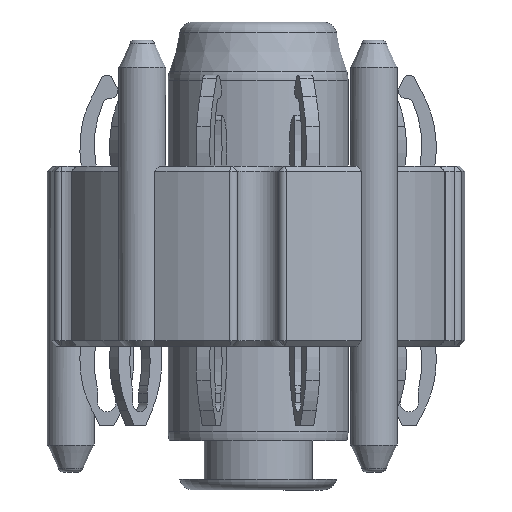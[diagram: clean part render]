
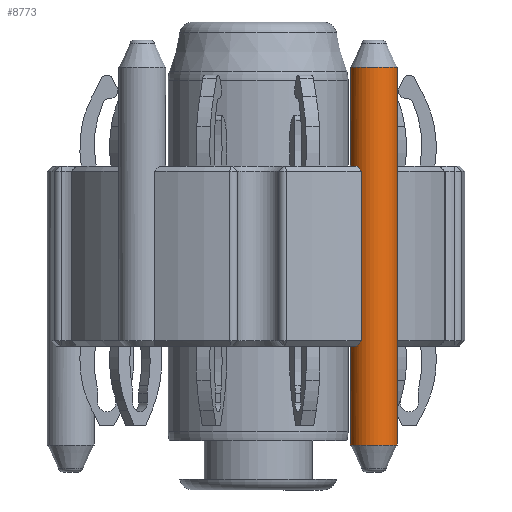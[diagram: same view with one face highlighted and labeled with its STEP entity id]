
A CAD part, left-side view. The second image highlights one B-rep face of the part: STEP entity #8773.
In plain terms, the highlighted cylindrical face has radius 0.65 mm (diameter 1.3 mm), a full revolution.
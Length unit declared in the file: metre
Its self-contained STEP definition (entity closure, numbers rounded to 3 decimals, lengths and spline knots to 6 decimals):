
#54=FACE_BOUND('',#1314,.T.);
#156=B_SPLINE_CURVE_WITH_KNOTS('',3,(#14900,#14901,#14902,#14903,#14904,
#14905),.UNSPECIFIED.,.F.,.F.,(4,2,4),(-0.043385,-0.035158,
-0.022791),.UNSPECIFIED.);
#160=B_SPLINE_CURVE_WITH_KNOTS('',3,(#15114,#15115,#15116,#15117,#15118,
#15119),.UNSPECIFIED.,.F.,.F.,(4,2,4),(-0.264104,-0.255877,
-0.243509),.UNSPECIFIED.);
#163=B_SPLINE_CURVE_WITH_KNOTS('',3,(#15171,#15172,#15173,#15174,#15175,
#15176),.UNSPECIFIED.,.F.,.F.,(4,2,4),(-0.454123,-0.441756,
-0.433528),.UNSPECIFIED.);
#164=B_SPLINE_CURVE_WITH_KNOTS('',3,(#15298,#15299,#15300,#15301,#15302,
#15303),.UNSPECIFIED.,.F.,.F.,(4,2,4),(-0.233404,-0.221037,
-0.21281),.UNSPECIFIED.);
#804=FACE_OUTER_BOUND('',#1313,.T.);
#1313=EDGE_LOOP('',(#7836,#7837,#7838,#7839));
#1314=EDGE_LOOP('',(#7840,#7841,#7842,#7843,#7844,#7845,#7846,#7847));
#1767=CIRCLE('',#9558,0.00065);
#1827=CIRCLE('',#9680,0.00065);
#1902=CIRCLE('',#9805,0.00065);
#1903=CIRCLE('',#9806,0.00065);
#2615=LINE('',#15273,#3336);
#2625=LINE('',#15292,#3346);
#2626=LINE('',#15296,#3347);
#3336=VECTOR('',#12503,1.);
#3346=VECTOR('',#12531,1.);
#3347=VECTOR('',#12536,0.00065);
#4007=VERTEX_POINT('',#14622);
#4095=VERTEX_POINT('',#14897);
#4096=VERTEX_POINT('',#14899);
#4124=VERTEX_POINT('',#15021);
#4155=VERTEX_POINT('',#15112);
#4156=VERTEX_POINT('',#15113);
#4171=VERTEX_POINT('',#15169);
#4172=VERTEX_POINT('',#15170);
#4194=VERTEX_POINT('',#15272);
#4195=VERTEX_POINT('',#15295);
#5168=EDGE_CURVE('',#4007,#4007,#1767,.T.);
#5294=EDGE_CURVE('',#4096,#4095,#156,.T.);
#5336=EDGE_CURVE('',#4124,#4095,#1827,.T.);
#5376=EDGE_CURVE('',#4155,#4156,#160,.T.);
#5396=EDGE_CURVE('',#4171,#4172,#163,.T.);
#5447=EDGE_CURVE('',#4155,#4194,#2615,.F.);
#5458=EDGE_CURVE('',#4096,#4172,#2625,.T.);
#5459=EDGE_CURVE('',#4007,#4195,#2626,.T.);
#5460=EDGE_CURVE('',#4195,#4195,#1902,.T.);
#5461=EDGE_CURVE('',#4124,#4194,#164,.T.);
#5462=EDGE_CURVE('',#4171,#4156,#1903,.F.);
#7836=ORIENTED_EDGE('',*,*,#5168,.F.);
#7837=ORIENTED_EDGE('',*,*,#5459,.T.);
#7838=ORIENTED_EDGE('',*,*,#5460,.F.);
#7839=ORIENTED_EDGE('',*,*,#5459,.F.);
#7840=ORIENTED_EDGE('',*,*,#5461,.T.);
#7841=ORIENTED_EDGE('',*,*,#5447,.F.);
#7842=ORIENTED_EDGE('',*,*,#5376,.T.);
#7843=ORIENTED_EDGE('',*,*,#5462,.F.);
#7844=ORIENTED_EDGE('',*,*,#5396,.T.);
#7845=ORIENTED_EDGE('',*,*,#5458,.F.);
#7846=ORIENTED_EDGE('',*,*,#5294,.T.);
#7847=ORIENTED_EDGE('',*,*,#5336,.F.);
#8317=CYLINDRICAL_SURFACE('',#9804,0.00065);
#8773=ADVANCED_FACE('',(#804,#54),#8317,.T.);
#9558=AXIS2_PLACEMENT_3D('',#14623,#11897,#11898);
#9680=AXIS2_PLACEMENT_3D('',#15022,#12244,#12245);
#9804=AXIS2_PLACEMENT_3D('',#15294,#12534,#12535);
#9805=AXIS2_PLACEMENT_3D('',#15297,#12537,#12538);
#9806=AXIS2_PLACEMENT_3D('',#15304,#12539,#12540);
#11897=DIRECTION('center_axis',(0.,0.,
-1.));
#11898=DIRECTION('ref_axis',(1.,0.,0.));
#12244=DIRECTION('center_axis',(0.,0.,
-1.));
#12245=DIRECTION('ref_axis',(0.,1.,0.));
#12503=DIRECTION('',(0.,0.,-1.));
#12531=DIRECTION('',(0.,0.,-1.));
#12534=DIRECTION('center_axis',(0.,0.,
-1.));
#12535=DIRECTION('ref_axis',(1.,0.,0.));
#12536=DIRECTION('',(0.,0.,1.));
#12537=DIRECTION('center_axis',(0.,0.,
1.));
#12538=DIRECTION('ref_axis',(1.,0.,0.));
#12539=DIRECTION('center_axis',(0.,0.,
-1.));
#12540=DIRECTION('ref_axis',(0.,1.,0.));
#14622=CARTESIAN_POINT('',(-0.005077,-0.028216,-0.00775));
#14623=CARTESIAN_POINT('Origin',(-0.004427,-0.028216,
-0.00775));
#14897=CARTESIAN_POINT('',(-0.004122,-0.02879,0.));
#14899=CARTESIAN_POINT('',(-0.004273,-0.028848,-0.00015));
#14900=CARTESIAN_POINT('Ctrl Pts',(-0.004273,-0.028848,
-0.00015));
#14901=CARTESIAN_POINT('Ctrl Pts',(-0.004251,-0.028843,
-0.000131));
#14902=CARTESIAN_POINT('Ctrl Pts',(-0.004231,-0.028836,
-0.000111));
#14903=CARTESIAN_POINT('Ctrl Pts',(-0.00418,-0.028818,
-0.000061));
#14904=CARTESIAN_POINT('Ctrl Pts',(-0.00415,-0.028805,
-0.000031));
#14905=CARTESIAN_POINT('Ctrl Pts',(-0.004122,-0.02879,
0.));
#15021=CARTESIAN_POINT('',(-0.004879,-0.027749,0.));
#15022=CARTESIAN_POINT('Origin',(-0.004427,-0.028216,
0.));
#15112=CARTESIAN_POINT('',(-0.00498,-0.027875,-0.00485));
#15113=CARTESIAN_POINT('',(-0.004879,-0.027749,-0.005));
#15114=CARTESIAN_POINT('Ctrl Pts',(-0.00498,-0.027875,
-0.00485));
#15115=CARTESIAN_POINT('Ctrl Pts',(-0.004968,-0.027856,
-0.004869));
#15116=CARTESIAN_POINT('Ctrl Pts',(-0.004956,-0.027838,
-0.004889));
#15117=CARTESIAN_POINT('Ctrl Pts',(-0.004923,-0.027795,
-0.004939));
#15118=CARTESIAN_POINT('Ctrl Pts',(-0.004902,-0.027771,
-0.004969));
#15119=CARTESIAN_POINT('Ctrl Pts',(-0.004879,-0.027749,
-0.005));
#15169=CARTESIAN_POINT('',(-0.004122,-0.02879,-0.005));
#15170=CARTESIAN_POINT('',(-0.004273,-0.028848,-0.00485));
#15171=CARTESIAN_POINT('Ctrl Pts',(-0.004122,-0.02879,
-0.005));
#15172=CARTESIAN_POINT('Ctrl Pts',(-0.00415,-0.028805,
-0.004969));
#15173=CARTESIAN_POINT('Ctrl Pts',(-0.00418,-0.028818,
-0.004939));
#15174=CARTESIAN_POINT('Ctrl Pts',(-0.004231,-0.028836,
-0.004889));
#15175=CARTESIAN_POINT('Ctrl Pts',(-0.004251,-0.028843,
-0.004869));
#15176=CARTESIAN_POINT('Ctrl Pts',(-0.004273,-0.028848,
-0.00485));
#15272=CARTESIAN_POINT('',(-0.00498,-0.027875,-0.00015));
#15273=CARTESIAN_POINT('',(-0.00498,-0.027875,-0.0015));
#15292=CARTESIAN_POINT('',(-0.004273,-0.028848,-0.0015));
#15294=CARTESIAN_POINT('Origin',(-0.004427,-0.028216,
0.002));
#15295=CARTESIAN_POINT('',(-0.005077,-0.028216,0.00275));
#15296=CARTESIAN_POINT('',(-0.005077,-0.028216,0.002));
#15297=CARTESIAN_POINT('Origin',(-0.004427,-0.028216,
0.00275));
#15298=CARTESIAN_POINT('Ctrl Pts',(-0.004879,-0.027749,
0.));
#15299=CARTESIAN_POINT('Ctrl Pts',(-0.004902,-0.027771,
-0.000031));
#15300=CARTESIAN_POINT('Ctrl Pts',(-0.004923,-0.027795,
-0.000061));
#15301=CARTESIAN_POINT('Ctrl Pts',(-0.004956,-0.027838,
-0.000111));
#15302=CARTESIAN_POINT('Ctrl Pts',(-0.004968,-0.027856,
-0.000131));
#15303=CARTESIAN_POINT('Ctrl Pts',(-0.00498,-0.027875,
-0.00015));
#15304=CARTESIAN_POINT('Origin',(-0.004427,-0.028216,
-0.005));
